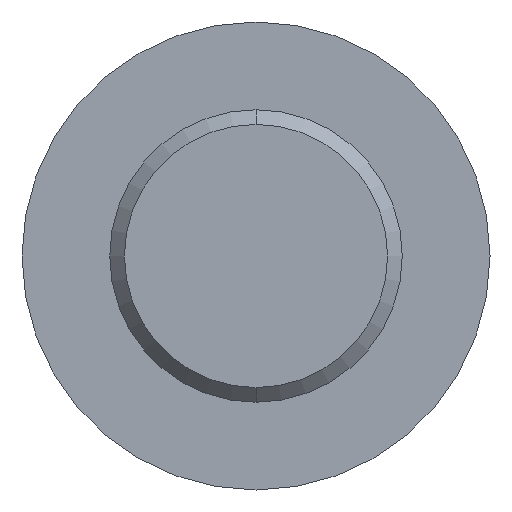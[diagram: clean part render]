
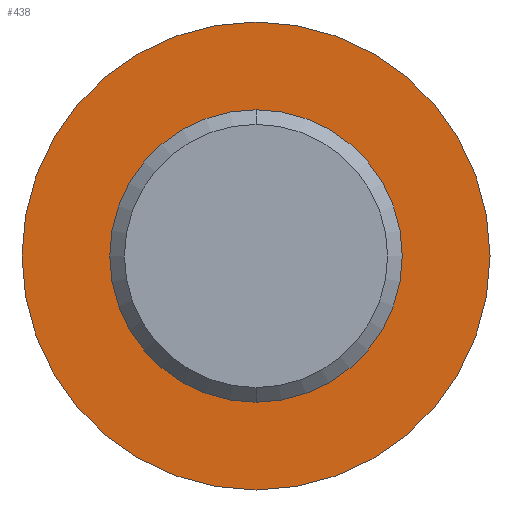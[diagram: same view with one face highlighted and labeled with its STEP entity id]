
A CAD part, front view. The second image highlights one B-rep face of the part: STEP entity #438.
In plain terms, the highlighted planar face has unit normal (0, -1, 0).
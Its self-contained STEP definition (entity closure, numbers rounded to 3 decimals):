
#10 = VERTEX_POINT ( 'NONE', #201 ) ;
#13 = VERTEX_POINT ( 'NONE', #214 ) ;
#15 = VERTEX_POINT ( 'NONE', #207 ) ;
#25 = CARTESIAN_POINT ( 'NONE',  ( 0., 0., 0. ) ) ;
#27 = DIRECTION ( 'NONE',  ( 0., 0., 1. ) ) ;
#32 = DIRECTION ( 'NONE',  ( 0., -1., 0. ) ) ;
#44 = DIRECTION ( 'NONE',  ( 0., 1., 0. ) ) ;
#45 = DIRECTION ( 'NONE',  ( 0., 0., 1. ) ) ;
#53 = CARTESIAN_POINT ( 'NONE',  ( 0., 0., 0. ) ) ;
#62 = ORIENTED_EDGE ( 'NONE', *, *, #498, .F. ) ;
#63 = ORIENTED_EDGE ( 'NONE', *, *, #471, .F. ) ;
#122 = DIRECTION ( 'NONE',  ( 0., 0., 1. ) ) ;
#123 = DIRECTION ( 'NONE',  ( 0., -1., 0. ) ) ;
#124 = CARTESIAN_POINT ( 'NONE',  ( 0., 0., 0. ) ) ;
#132 = DIRECTION ( 'NONE',  ( 0., 0., 1. ) ) ;
#133 = DIRECTION ( 'NONE',  ( 0., 1., 0. ) ) ;
#134 = CARTESIAN_POINT ( 'NONE',  ( 0., 0., 0. ) ) ;
#138 = DIRECTION ( 'NONE',  ( 0., 0., 1. ) ) ;
#139 = DIRECTION ( 'NONE',  ( 0., 1., 0. ) ) ;
#141 = PLANE ( 'NONE',  #509 ) ;
#145 = CARTESIAN_POINT ( 'NONE',  ( 0., 0., 0. ) ) ;
#196 = CARTESIAN_POINT ( 'NONE',  ( 0., 0., -4. ) ) ;
#201 = CARTESIAN_POINT ( 'NONE',  ( 0., 0., 4. ) ) ;
#207 = CARTESIAN_POINT ( 'NONE',  ( 0., 0., 2.5 ) ) ;
#214 = CARTESIAN_POINT ( 'NONE',  ( 0., 0., -2.5 ) ) ;
#239 = VERTEX_POINT ( 'NONE', #196 ) ;
#317 = FACE_OUTER_BOUND ( 'NONE', #442, .T. ) ;
#323 = FACE_BOUND ( 'NONE', #552, .T. ) ;
#325 = CIRCLE ( 'NONE', #511, 2.5 ) ;
#332 = CIRCLE ( 'NONE', #510, 4. ) ;
#379 = CIRCLE ( 'NONE', #521, 4. ) ;
#382 = CIRCLE ( 'NONE', #523, 2.5 ) ;
#438 = ADVANCED_FACE ( 'NONE', ( #317, #323 ), #141, .F. ) ;
#442 = EDGE_LOOP ( 'NONE', ( #63, #62 ) ) ;
#466 = EDGE_CURVE ( 'NONE', #13, #15, #325, .T. ) ;
#471 = EDGE_CURVE ( 'NONE', #239, #10, #332, .T. ) ;
#498 = EDGE_CURVE ( 'NONE', #10, #239, #379, .T. ) ;
#500 = EDGE_CURVE ( 'NONE', #15, #13, #382, .T. ) ;
#509 = AXIS2_PLACEMENT_3D ( 'NONE', #145, #139, #138 ) ;
#510 = AXIS2_PLACEMENT_3D ( 'NONE', #134, #133, #132 ) ;
#511 = AXIS2_PLACEMENT_3D ( 'NONE', #124, #123, #122 ) ;
#521 = AXIS2_PLACEMENT_3D ( 'NONE', #53, #44, #45 ) ;
#523 = AXIS2_PLACEMENT_3D ( 'NONE', #25, #32, #27 ) ;
#552 = EDGE_LOOP ( 'NONE', ( #558, #559 ) ) ;
#558 = ORIENTED_EDGE ( 'NONE', *, *, #500, .F. ) ;
#559 = ORIENTED_EDGE ( 'NONE', *, *, #466, .F. ) ;
